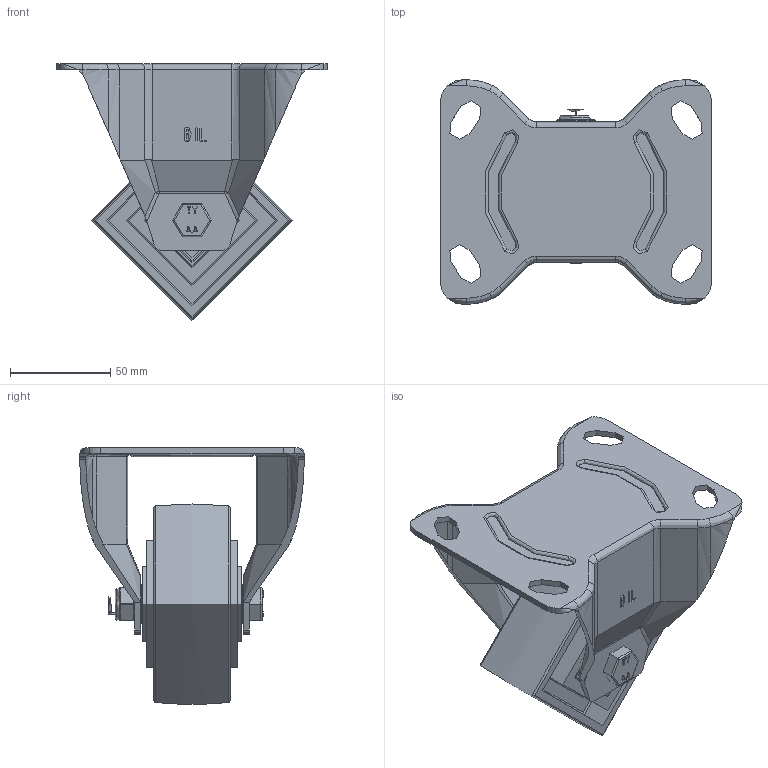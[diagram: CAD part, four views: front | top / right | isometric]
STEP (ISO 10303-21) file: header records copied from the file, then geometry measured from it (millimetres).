
FILE_DESCRIPTION(/* description */ (''),/* implementation_level */ '2;1');
FILE_NAME(/* name */ 'BZEHF100CIBJLP.step',/* time_stamp */ '2025-05-28T11:51:06+01:00',/* author */ (''),/* organization */ (''),/* preprocessor_version */ 'ST-DEVELOPER v20.1',/* originating_system */ 'Autodesk Translation Framework v14.10.0.0',/* authorisation */ '');
FILE_SCHEMA (('AUTOMOTIVE_DESIGN { 1 0 10303 214 3 1 1 }'));
Length unit declared in the file: millimetre
Products named in the file (29): BZEHF100CIBJLP; BZEHF100ASLP v1; ZINC PLATED, PRESSED STEEL BRACKET; BZMH100WCIBJM20 v1; CAST IRON WHEEL; BEARING6204; BALL BEARINGS; BEARING6204 (1); BALL BEARINGS (1); Component3; INNER; OUTER; MIDDLE; RUBBER; BEARING SPACER; TUBEM20X50 v1; ZINC PLATED, STEEL TUBE; WP20X40X2 v1; NYLON WASHER; Component1; WP20X40X2 v1 (1); NYLON WASHER (1); Component1 (1); HEXBOLTM10X70Z8.8 v2; GRADE 8.8 THREADED ZINC PLATED BOLT; NYLOCM10Z v1; NYLOC NUT; RUBBER (1); NUT
Assembly tree (47 placements, depth 5):
  BZEHF100CIBJLP
    BZEHF100ASLP v1
      ZINC PLATED, PRESSED STEEL BRACKET
    BZMH100WCIBJM20 v1
      CAST IRON WHEEL
      BEARING6204
        INNER
        OUTER
        BALL BEARINGS
          Component3  x8
        MIDDLE
        RUBBER
      BEARING6204 (1)
        BALL BEARINGS (1)
          Component3  x8
        INNER
        OUTER
        MIDDLE
        RUBBER
      BEARING SPACER
    TUBEM20X50 v1
      ZINC PLATED, STEEL TUBE
    WP20X40X2 v1
      NYLON WASHER
        Component1
    WP20X40X2 v1 (1)
      NYLON WASHER (1)
        Component1 (1)
    HEXBOLTM10X70Z8.8 v2
      GRADE 8.8 THREADED ZINC PLATED BOLT
    NYLOCM10Z v1
      NYLOC NUT
        RUBBER (1)
        NUT
Bounding box: 135 x 112 x 127.9 mm (x, y, z)
Volume: 296379.3 mm3; surface area: 147886.5 mm2
Topology: 35 solids, 35 shells, 1162 faces, 2955 edges, 1941 vertices
Faces by surface type: plane 440, bspline 369, cylinder 238, sphere 60, torus 55
Full cylindrical faces by diameter (mm): 8.141 x18, 9.85 x19, 10 x3, 10.2 x2, 10.5 x1, 12 x2, 16 x2, 19.9 x1, 20 x3, 21 x2, 23 x1, 27 x2, 28.5 x8, 30.8 x4, 31.3 x4, 37.5 x2, 40.3 x4, 40.5 x4, 40.8 x4, 42 x10, 44 x1, 47 x4, 63.5 x2, 85.5 x2
Entity records: 36407 total; most frequent: CARTESIAN_POINT 17615, ORIENTED_EDGE 3976, DIRECTION 3259, EDGE_CURVE 1988, VERTEX_POINT 1303, AXIS2_PLACEMENT_3D 1194, EDGE_LOOP 941, LINE 871
